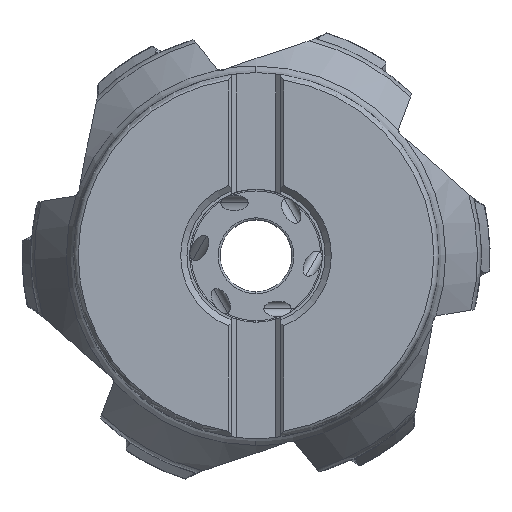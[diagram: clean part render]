
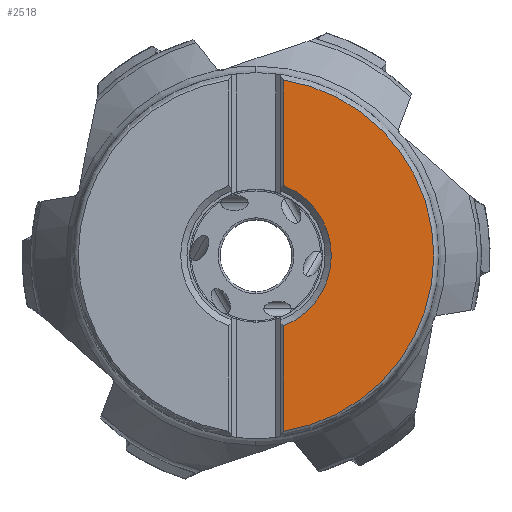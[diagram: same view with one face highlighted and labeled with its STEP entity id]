
A CAD part, top view. The second image highlights one B-rep face of the part: STEP entity #2518.
In plain terms, the highlighted planar face has unit normal (0, 0, 1).
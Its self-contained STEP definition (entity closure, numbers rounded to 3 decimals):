
#195=PLANE('',#15727);
#988=LINE('',#24262,#1649);
#989=LINE('',#24266,#1650);
#1649=VECTOR('',#18031,1.);
#1650=VECTOR('',#18034,1.);
#2518=ADVANCED_FACE('',(#3435),#195,.F.);
#3435=FACE_OUTER_BOUND('',#4257,.T.);
#4257=EDGE_LOOP('',(#6676,#6677,#6678,#6679,#6680));
#5126=CIRCLE('',#15723,33.979);
#5127=CIRCLE('',#15724,33.979);
#5128=CIRCLE('',#15726,14.4);
#6676=ORIENTED_EDGE('',*,*,#12653,.F.);
#6677=ORIENTED_EDGE('',*,*,#12654,.F.);
#6678=ORIENTED_EDGE('',*,*,#12655,.F.);
#6679=ORIENTED_EDGE('',*,*,#12652,.F.);
#6680=ORIENTED_EDGE('',*,*,#12651,.F.);
#10973=VERTEX_POINT('',#24236);
#10976=VERTEX_POINT('',#24257);
#10977=VERTEX_POINT('',#24259);
#10978=VERTEX_POINT('',#24263);
#10979=VERTEX_POINT('',#24265);
#12651=EDGE_CURVE('',#10976,#10977,#5126,.T.);
#12652=EDGE_CURVE('',#10977,#10973,#5127,.T.);
#12653=EDGE_CURVE('',#10978,#10976,#988,.T.);
#12654=EDGE_CURVE('',#10979,#10978,#5128,.T.);
#12655=EDGE_CURVE('',#10973,#10979,#989,.T.);
#15723=AXIS2_PLACEMENT_3D('',#24258,#18025,#18026);
#15724=AXIS2_PLACEMENT_3D('',#24260,#18027,#18028);
#15726=AXIS2_PLACEMENT_3D('',#24264,#18032,#18033);
#15727=AXIS2_PLACEMENT_3D('',#24267,#18035,#18036);
#18025=DIRECTION('',(0.,0.,-1.));
#18026=DIRECTION('',(0.155,0.988,0.));
#18027=DIRECTION('',(0.,0.,-1.));
#18028=DIRECTION('',(1.,-0.002,0.));
#18031=DIRECTION('',(0.,1.,0.));
#18032=DIRECTION('',(0.,0.,1.));
#18033=DIRECTION('',(0.365,-0.931,0.));
#18034=DIRECTION('',(0.,1.,0.));
#18035=DIRECTION('',(0.,0.,-1.));
#18036=DIRECTION('',(1.,0.,0.));
#24236=CARTESIAN_POINT('',(5.262,-33.569,0.));
#24257=CARTESIAN_POINT('',(5.262,33.569,0.));
#24258=CARTESIAN_POINT('',(0.,0.,0.));
#24259=CARTESIAN_POINT('',(33.978,-0.079,0.));
#24260=CARTESIAN_POINT('',(0.,0.,0.));
#24262=CARTESIAN_POINT('',(5.263,13.404,0.));
#24263=CARTESIAN_POINT('',(5.263,13.404,0.));
#24264=CARTESIAN_POINT('',(0.,0.,0.));
#24265=CARTESIAN_POINT('',(5.263,-13.404,0.));
#24266=CARTESIAN_POINT('',(5.262,-33.569,0.));
#24267=CARTESIAN_POINT('',(50.,53.686,0.));
